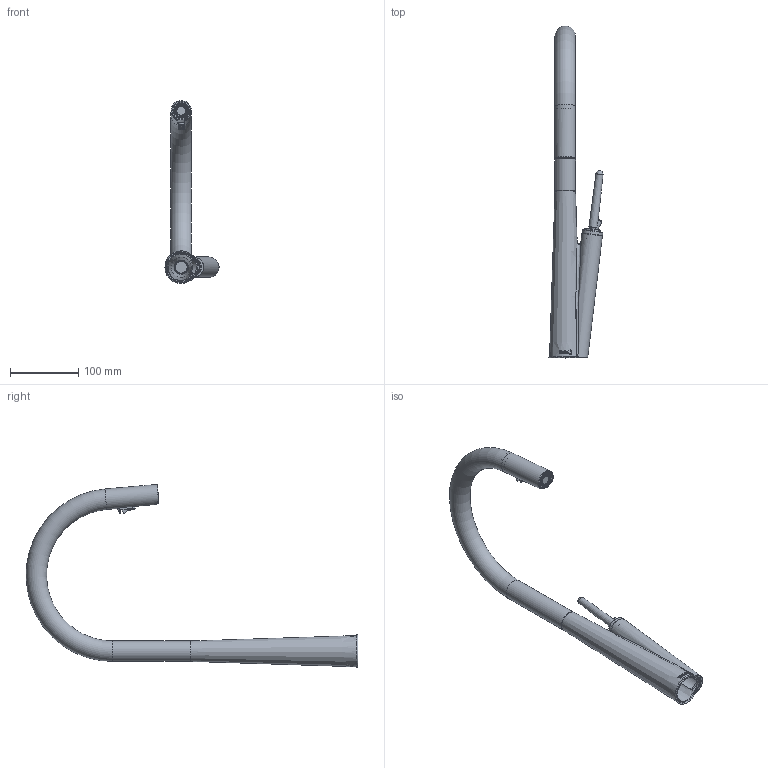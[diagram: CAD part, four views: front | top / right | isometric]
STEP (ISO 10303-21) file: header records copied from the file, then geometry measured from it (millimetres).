
FILE_DESCRIPTION(/* description */ (''),/* implementation_level */ '2;1');
FILE_NAME(/* name */ 'SC101 3D.stp',/* time_stamp */ '2018-11-28T13:16:08-05:00',/* author */ ('cjulien'),/* organization */ (''),/* preprocessor_version */ 'ST-DEVELOPER v16.13',/* originating_system */ 'Autodesk Inventor 2018',/* authorisation */ '');
FILE_SCHEMA (('AUTOMOTIVE_DESIGN { 1 0 10303 214 3 1 1 }'));
Length unit declared in the file: millimetre
Products named in the file (1): SC101_Shrinkwrap_1
Bounding box: 79.15 x 484.92 x 267.51 mm (x, y, z)
Volume: 289250.2 mm3; surface area: 205691.6 mm2
Topology: 3 solids, 3 shells, 3117 faces, 7911 edges, 4804 vertices
Faces by surface type: cylinder 980, plane 736, bspline 607, torus 484, cone 160, sphere 150
Full cylindrical faces by diameter (mm): 2.2 x19, 3 x2, 3.7 x1, 4 x1, 4.1 x1, 6 x1, 6.2 x1, 7.5 x1, 9.52 x1, 11.6 x1, 11.94 x1, 13.5 x1, 14 x2, 14.9 x1, 15 x1, 16.754 x1, 17 x1, 19.04 x1, 19.6 x2, 20 x1, 20.99 x1, 21.29 x2, 21.5 x1, 22.149 x1, 22.9 x1, 23.5 x1, 24 x10, 24.4 x1, 25 x1, 25.5 x1
Entity records: 173670 total; most frequent: CARTESIAN_POINT 100546, ORIENTED_EDGE 15162, DIRECTION 14626, EDGE_CURVE 7581, AXIS2_PLACEMENT_3D 6022, VERTEX_POINT 4712, EDGE_LOOP 3440, CIRCLE 3122
